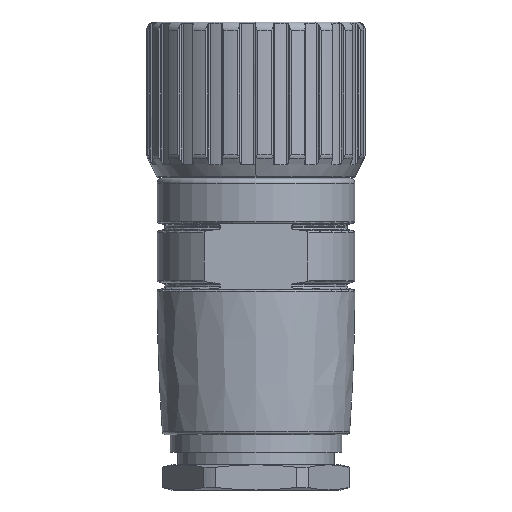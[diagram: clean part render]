
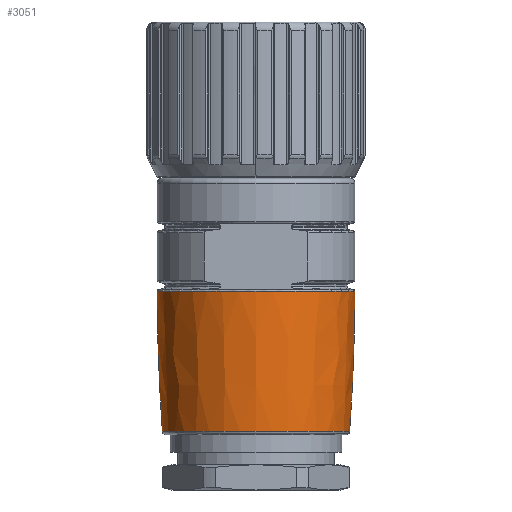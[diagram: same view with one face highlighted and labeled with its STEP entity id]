
A CAD part, left-side view. The second image highlights one B-rep face of the part: STEP entity #3051.
In plain terms, the highlighted free-form (B-spline) face has degree [3, 3] with [4, 4] control points.
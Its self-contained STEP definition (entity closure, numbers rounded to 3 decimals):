
#34=(
BOUNDED_SURFACE()
B_SPLINE_SURFACE(3,3,((#51898,#51899,#51900,#51901),(#51902,#51903,#51904,
#51905),(#51906,#51907,#51908,#51909),(#51910,#51911,#51912,#51913)),
 .UNSPECIFIED.,.F.,.F.,.F.)
B_SPLINE_SURFACE_WITH_KNOTS((4,4),(4,4),(0.,1.),(0.,1.),.UNSPECIFIED.)
GEOMETRIC_REPRESENTATION_ITEM()
RATIONAL_B_SPLINE_SURFACE(((1.,0.333,0.333,1.),
(1.,0.333,0.333,1.),
(1.,0.333,0.333,1.),
(1.,0.333,0.333,1.)))
REPRESENTATION_ITEM('')
SURFACE()
);
#3051=ADVANCED_FACE('',(#4687),#34,.T.);
#4687=FACE_OUTER_BOUND('',#6161,.T.);
#6161=EDGE_LOOP('',(#14035,#14036,#14037,#14038));
#6663=CIRCLE('',#28660,11.76);
#6664=CIRCLE('',#28662,232.049);
#6665=CIRCLE('',#28663,11.149);
#6666=CIRCLE('',#28664,232.049);
#14035=ORIENTED_EDGE('',*,*,#20837,.F.);
#14036=ORIENTED_EDGE('',*,*,#20838,.F.);
#14037=ORIENTED_EDGE('',*,*,#20839,.T.);
#14038=ORIENTED_EDGE('',*,*,#20836,.T.);
#17010=VERTEX_POINT('',#51703);
#17011=VERTEX_POINT('',#51705);
#17027=VERTEX_POINT('',#51894);
#17028=VERTEX_POINT('',#51896);
#20836=EDGE_CURVE('',#17010,#17011,#6663,.T.);
#20837=EDGE_CURVE('',#17027,#17011,#6664,.T.);
#20838=EDGE_CURVE('',#17028,#17027,#6665,.T.);
#20839=EDGE_CURVE('',#17028,#17010,#6666,.T.);
#28660=AXIS2_PLACEMENT_3D('',#51891,#35098,#35099);
#28662=AXIS2_PLACEMENT_3D('',#51893,#35102,#35103);
#28663=AXIS2_PLACEMENT_3D('',#51895,#35104,#35105);
#28664=AXIS2_PLACEMENT_3D('',#51897,#35106,#35107);
#35098=DIRECTION('',(0.,0.,-1.));
#35099=DIRECTION('',(0.,-1.,0.));
#35102=DIRECTION('',(1.,0.,0.));
#35103=DIRECTION('',(0.,1.,-0.001));
#35104=DIRECTION('',(0.,0.,-1.));
#35105=DIRECTION('',(0.,-1.,0.));
#35106=DIRECTION('',(-1.,0.,0.));
#35107=DIRECTION('',(0.,-1.,-0.001));
#51703=CARTESIAN_POINT('',(0.,-11.76,-14.354));
#51705=CARTESIAN_POINT('',(0.,11.76,-14.354));
#51891=CARTESIAN_POINT('',(0.,0.,-14.354));
#51893=CARTESIAN_POINT('',(0.,-220.289,-14.2));
#51894=CARTESIAN_POINT('',(0.,11.149,-31.029));
#51895=CARTESIAN_POINT('',(0.,0.,-31.029));
#51896=CARTESIAN_POINT('',(0.,-11.149,-31.029));
#51897=CARTESIAN_POINT('',(0.,220.289,-14.2));
#51898=CARTESIAN_POINT('',(0.,11.76,-14.354));
#51899=CARTESIAN_POINT('',(-23.52,11.76,-14.354));
#51900=CARTESIAN_POINT('',(-23.52,-11.76,-14.354));
#51901=CARTESIAN_POINT('',(0.,-11.76,-14.354));
#51902=CARTESIAN_POINT('',(0.,11.756,-19.918));
#51903=CARTESIAN_POINT('',(-23.513,11.756,-19.918));
#51904=CARTESIAN_POINT('',(-23.513,-11.756,-19.918));
#51905=CARTESIAN_POINT('',(0.,-11.756,-19.918));
#51906=CARTESIAN_POINT('',(0.,11.553,-25.479));
#51907=CARTESIAN_POINT('',(-23.105,11.553,-25.479));
#51908=CARTESIAN_POINT('',(-23.105,-11.553,-25.479));
#51909=CARTESIAN_POINT('',(0.,-11.553,-25.479));
#51910=CARTESIAN_POINT('',(0.,11.149,-31.029));
#51911=CARTESIAN_POINT('',(-22.298,11.149,-31.029));
#51912=CARTESIAN_POINT('',(-22.298,-11.149,-31.029));
#51913=CARTESIAN_POINT('',(0.,-11.149,-31.029));
